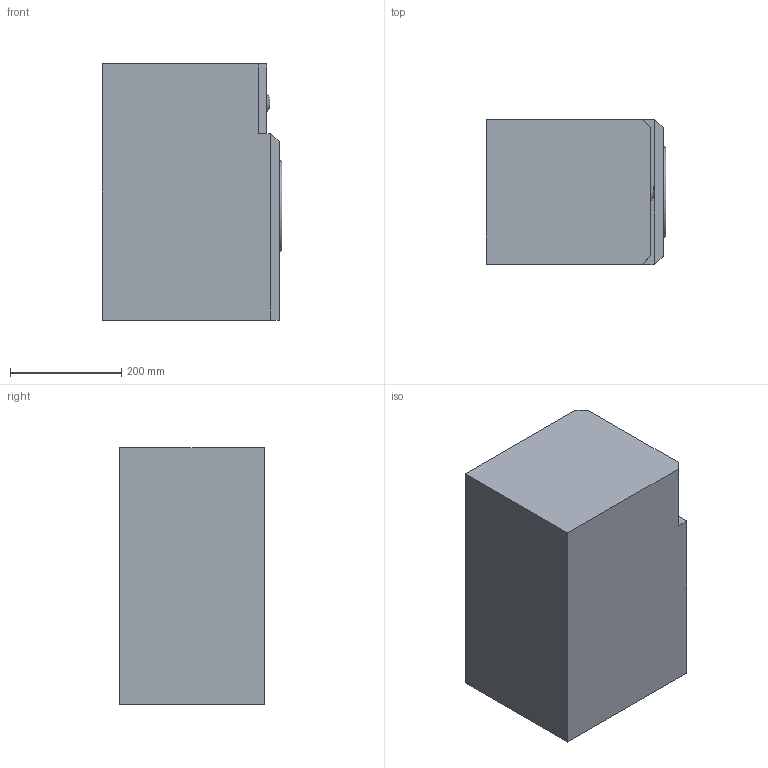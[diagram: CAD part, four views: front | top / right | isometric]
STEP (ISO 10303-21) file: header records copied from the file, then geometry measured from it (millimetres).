
FILE_DESCRIPTION(('FreeCAD Model'),'2;1');
FILE_NAME('Open CASCADE Shape Model','2024-09-02T09:13:09',(''),(''), 'Open CASCADE STEP processor 7.6','FreeCAD','Unknown');
FILE_SCHEMA(('AUTOMOTIVE_DESIGN { 1 0 10303 214 1 1 1 1 }'));
Length unit declared in the file: millimetre
Products named in the file (1): box_cone
Bounding box: 323.02 x 260 x 460 mm (x, y, z)
Volume: 37018421.3 mm3; surface area: 686536.7 mm2
Topology: 1 solids, 1 shells, 20 faces, 46 edges, 30 vertices
Faces by surface type: plane 15, revolution 2, cylinder 1, torus 1, sphere 1
Full cylindrical faces by diameter (mm): 163 x1
Entity records: 588 total; most frequent: CARTESIAN_POINT 108, DIRECTION 92, ORIENTED_EDGE 90, EDGE_CURVE 45, LINE 34, VECTOR 34, VERTEX_POINT 30, AXIS2_PLACEMENT_3D 28
